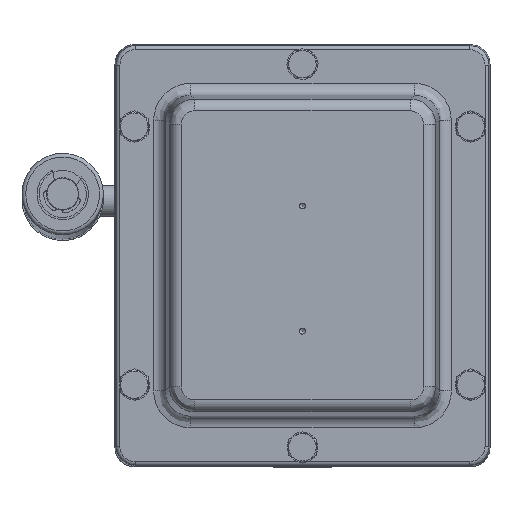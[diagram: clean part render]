
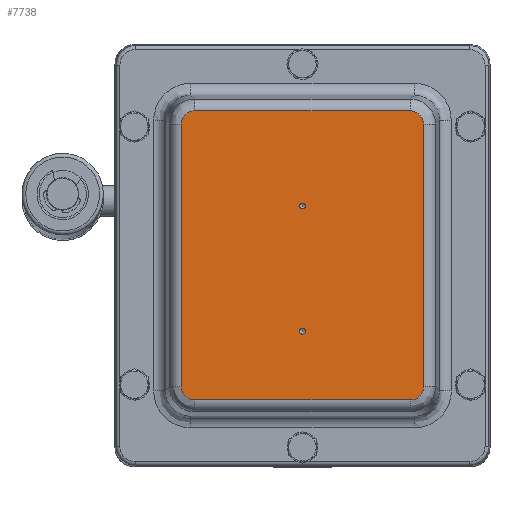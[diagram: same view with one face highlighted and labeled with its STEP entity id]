
A CAD part, top view. The second image highlights one B-rep face of the part: STEP entity #7738.
In plain terms, the highlighted face is planar.
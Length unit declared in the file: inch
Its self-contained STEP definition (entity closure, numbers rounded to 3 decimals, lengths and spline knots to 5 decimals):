
#571=LINE($,#16379,#990);
#573=LINE($,#16382,#992);
#581=LINE($,#16395,#1000);
#583=LINE($,#16398,#1002);
#990=VECTOR($,#10558,3.45034);
#992=VECTOR($,#10562,4.20034);
#1000=VECTOR($,#10580,4.20034);
#1002=VECTOR($,#10584,3.45034);
#1305=ELLIPSE($,#8576,0.21058,0.21);
#1308=ELLIPSE($,#8583,0.21058,0.21);
#1310=ELLIPSE($,#8587,0.21058,0.21);
#1314=ELLIPSE($,#8597,0.21058,0.21);
#2272=FACE_BOUND($,#2822,.T.);
#2273=FACE_BOUND($,#2823,.T.);
#2274=FACE_BOUND($,#2824,.T.);
#2822=EDGE_LOOP($,(#6661));
#2823=EDGE_LOOP($,(#6662));
#2824=EDGE_LOOP($,(#6663,#6664,#6665,#6666,#6667,#6668,#6669,#6670));
#3299=CIRCLE($,#8541,0.047);
#3301=CIRCLE($,#8545,0.047);
#3890=VERTEX_POINT($,#15851);
#3892=VERTEX_POINT($,#15857);
#3913=VERTEX_POINT($,#16074);
#3915=VERTEX_POINT($,#16078);
#3919=VERTEX_POINT($,#16157);
#3921=VERTEX_POINT($,#16161);
#3923=VERTEX_POINT($,#16200);
#3925=VERTEX_POINT($,#16204);
#3931=VERTEX_POINT($,#16323);
#3933=VERTEX_POINT($,#16327);
#4815=EDGE_CURVE($,#3890,#3890,#3299,.T.);
#4817=EDGE_CURVE($,#3892,#3892,#3301,.T.);
#4852=EDGE_CURVE($,#3915,#3913,#1305,.T.);
#4859=EDGE_CURVE($,#3921,#3919,#1308,.T.);
#4863=EDGE_CURVE($,#3925,#3923,#1310,.T.);
#4873=EDGE_CURVE($,#3933,#3931,#1314,.T.);
#4882=EDGE_CURVE($,#3923,#3933,#571,.T.);
#4884=EDGE_CURVE($,#3931,#3921,#573,.T.);
#4892=EDGE_CURVE($,#3913,#3925,#581,.T.);
#4894=EDGE_CURVE($,#3919,#3915,#583,.T.);
#6661=ORIENTED_EDGE($,*,*,#4815,.T.);
#6662=ORIENTED_EDGE($,*,*,#4817,.T.);
#6663=ORIENTED_EDGE($,*,*,#4873,.F.);
#6664=ORIENTED_EDGE($,*,*,#4882,.F.);
#6665=ORIENTED_EDGE($,*,*,#4863,.F.);
#6666=ORIENTED_EDGE($,*,*,#4892,.F.);
#6667=ORIENTED_EDGE($,*,*,#4852,.F.);
#6668=ORIENTED_EDGE($,*,*,#4894,.F.);
#6669=ORIENTED_EDGE($,*,*,#4859,.F.);
#6670=ORIENTED_EDGE($,*,*,#4884,.F.);
#7321=PLANE($,#8613);
#7738=ADVANCED_FACE($,(#2272,#2273,#2274),#7321,.F.);
#8541=AXIS2_PLACEMENT_3D($,#15852,#10412,#10413);
#8545=AXIS2_PLACEMENT_3D($,#15858,#10420,#10421);
#8576=AXIS2_PLACEMENT_3D($,#16080,#10495,#10496);
#8583=AXIS2_PLACEMENT_3D($,#16163,#10509,#10510);
#8587=AXIS2_PLACEMENT_3D($,#16206,#10517,#10518);
#8597=AXIS2_PLACEMENT_3D($,#16329,#10537,#10538);
#8613=AXIS2_PLACEMENT_3D($,#16402,#10589,#10590);
#10412=DIRECTION('center_axis',(0.,0.,1.));
#10413=DIRECTION('ref_axis',(-1.,0.,0.));
#10420=DIRECTION('center_axis',(0.,0.,1.));
#10421=DIRECTION('ref_axis',(-1.,0.,0.));
#10495=DIRECTION('center_axis',(0.,0.,1.));
#10496=DIRECTION('ref_axis',(0.707,0.707,0.));
#10509=DIRECTION('center_axis',(0.,0.,1.));
#10510=DIRECTION('ref_axis',(0.707,-0.707,0.));
#10517=DIRECTION('center_axis',(0.,0.,1.));
#10518=DIRECTION('ref_axis',(-0.707,0.707,0.));
#10537=DIRECTION('center_axis',(0.,0.,1.));
#10538=DIRECTION('ref_axis',(-0.707,-0.707,0.));
#10558=DIRECTION($,(0.,-1.,0.));
#10562=DIRECTION($,(1.,0.,0.));
#10580=DIRECTION($,(-1.,0.,0.));
#10584=DIRECTION($,(0.,1.,0.));
#10589=DIRECTION('center_axis',(0.,0.,1.));
#10590=DIRECTION('ref_axis',(1.,0.,0.));
#15851=CARTESIAN_POINT('',(-1.25671,0.,-2.));
#15852=CARTESIAN_POINT('Origin',(-1.20971,0.,-2.));
#15857=CARTESIAN_POINT('',(0.74329,0.,-2.));
#15858=CARTESIAN_POINT('Origin',(0.79029,0.,-2.));
#16074=CARTESIAN_POINT('',(2.10017,1.93488,-2.));
#16078=CARTESIAN_POINT('',(2.30988,1.72517,-2.));
#16080=CARTESIAN_POINT('Origin',(2.09959,1.72459,-2.));
#16157=CARTESIAN_POINT('',(2.30988,-1.72517,-2.));
#16161=CARTESIAN_POINT('',(2.10017,-1.93488,-2.));
#16163=CARTESIAN_POINT('Origin',(2.09959,-1.72459,-2.));
#16200=CARTESIAN_POINT('',(-2.30988,1.72517,-2.));
#16204=CARTESIAN_POINT('',(-2.10017,1.93488,-2.));
#16206=CARTESIAN_POINT('Origin',(-2.09959,1.72459,-2.));
#16323=CARTESIAN_POINT('',(-2.10017,-1.93488,-2.));
#16327=CARTESIAN_POINT('',(-2.30988,-1.72517,-2.));
#16329=CARTESIAN_POINT('Origin',(-2.09959,-1.72459,-2.));
#16379=CARTESIAN_POINT($,(-2.30988,1.11,-2.));
#16382=CARTESIAN_POINT($,(-1.2975,-1.93488,-2.));
#16395=CARTESIAN_POINT($,(1.2975,1.93488,-2.));
#16398=CARTESIAN_POINT($,(2.30988,-1.11,-2.));
#16402=CARTESIAN_POINT('Origin',(0.,0.,
-2.));
